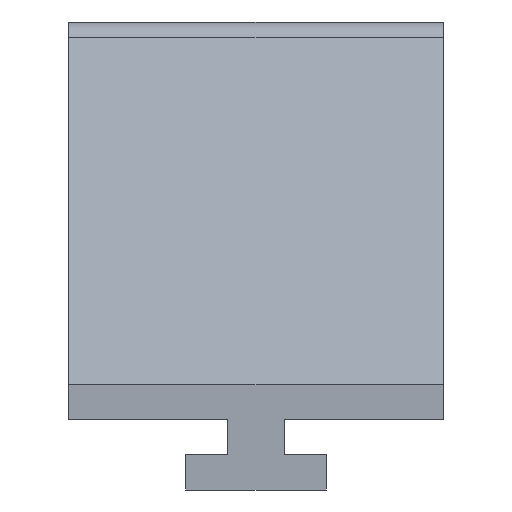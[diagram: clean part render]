
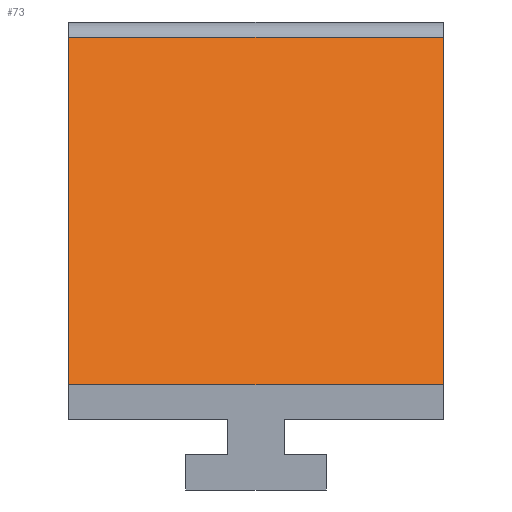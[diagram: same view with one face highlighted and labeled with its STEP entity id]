
A CAD part, front view. The second image highlights one B-rep face of the part: STEP entity #73.
In plain terms, the highlighted planar face has unit normal (0, -0.94, 0.342).
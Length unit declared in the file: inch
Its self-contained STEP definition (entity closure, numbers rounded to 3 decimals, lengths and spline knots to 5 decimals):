
#37=AXIS2_PLACEMENT_3D('Plane Axis2P3D',#34,#35,#36) ;
#34=CARTESIAN_POINT('Axis2P3D Location',(0.,-2.,0.)) ;
#39=CARTESIAN_POINT('Line Origine',(1.,-1.66237,0.92763)) ;
#43=CARTESIAN_POINT('Vertex',(1.,-2.,0.)) ;
#45=CARTESIAN_POINT('Vertex',(1.,-1.32474,1.85525)) ;
#48=CARTESIAN_POINT('Line Origine',(0.,-1.32474,1.85525)) ;
#52=CARTESIAN_POINT('Vertex',(-1.,-1.32474,1.85525)) ;
#55=CARTESIAN_POINT('Line Origine',(-1.,-1.66237,0.92763)) ;
#59=CARTESIAN_POINT('Vertex',(-1.,-2.,0.)) ;
#62=CARTESIAN_POINT('Line Origine',(0.,-2.,0.)) ;
#35=DIRECTION('Axis2P3D Direction',(0.,0.94,-0.342)) ;
#36=DIRECTION('Axis2P3D XDirection',(0.,0.342,0.94)) ;
#40=DIRECTION('Vector Direction',(0.,0.342,0.94)) ;
#49=DIRECTION('Vector Direction',(1.,0.,0.)) ;
#56=DIRECTION('Vector Direction',(0.,0.342,0.94)) ;
#63=DIRECTION('Vector Direction',(1.,0.,0.)) ;
#41=VECTOR('Line Direction',#40,0.03937) ;
#50=VECTOR('Line Direction',#49,0.03937) ;
#57=VECTOR('Line Direction',#56,0.03937) ;
#64=VECTOR('Line Direction',#63,0.03937) ;
#68=ORIENTED_EDGE('',*,*,#47,.T.) ;
#69=ORIENTED_EDGE('',*,*,#54,.F.) ;
#70=ORIENTED_EDGE('',*,*,#61,.F.) ;
#71=ORIENTED_EDGE('',*,*,#66,.T.) ;
#73=ADVANCED_FACE('MASTER MODEL',(#72),#38,.F.) ;
#47=EDGE_CURVE('',#44,#46,#42,.T.) ;
#54=EDGE_CURVE('',#53,#46,#51,.T.) ;
#61=EDGE_CURVE('',#60,#53,#58,.T.) ;
#66=EDGE_CURVE('',#60,#44,#65,.T.) ;
#67=EDGE_LOOP('',(#68,#69,#70,#71)) ;
#72=FACE_OUTER_BOUND('',#67,.T.) ;
#42=LINE('Line',#39,#41) ;
#51=LINE('Line',#48,#50) ;
#58=LINE('Line',#55,#57) ;
#65=LINE('Line',#62,#64) ;
#38=PLANE('',#37) ;
#44=VERTEX_POINT('',#43) ;
#46=VERTEX_POINT('',#45) ;
#53=VERTEX_POINT('',#52) ;
#60=VERTEX_POINT('',#59) ;
